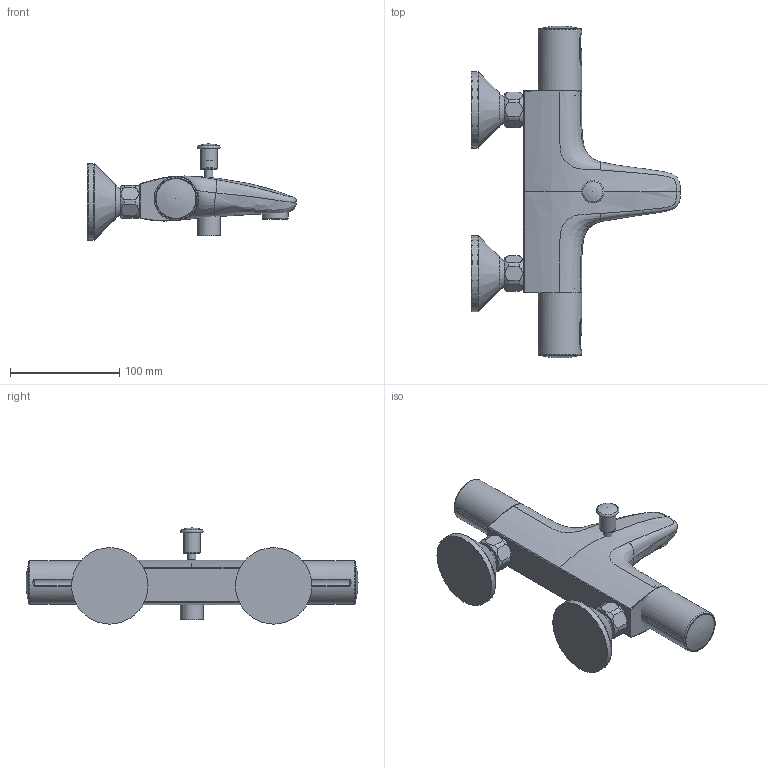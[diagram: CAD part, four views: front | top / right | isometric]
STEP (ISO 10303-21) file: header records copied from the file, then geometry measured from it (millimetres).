
FILE_DESCRIPTION(/* description */ ('Unknown'),/* implementation_level */ '2;1');
FILE_NAME(/* name */ '34598000',/* time_stamp */ '2022-09-01T17:36:11+02:00',/* author */ ('Unknown'),/* organization */ ('GROHE AG'),/* preprocessor_version */ 'ST-DEVELOPER v16.7',/* originating_system */ 'DEX',/* authorisation */ $);
FILE_SCHEMA (('AUTOMOTIVE_DESIGN {1 0 10303 214 3 1 1}'));
Products named in the file (15): 34598000; 34598000_0; 34598000_1; 34598000_2; 34598000_3; 34598000_4; SQUARE#75; 34598000_5; 34598000_6; 50.9697.1_Standard; rail_sur; A4285913_DIY_THM_Griff_Body_090831; rail_sur_0; A4285913_DIY_THM_Griff_Body_090831_0
Assembly tree (14 placements, depth 2):
  34598000
    34598000
    34598000_0
    34598000_1
    34598000_2
    34598000_3
    34598000_4
    SQUARE#75
    34598000_5
    34598000_6
    50.9697.1_Standard
    rail_sur
    A4285913_DIY_THM_Griff_Body_090831
    rail_sur_0
    A4285913_DIY_THM_Griff_Body_090831_0
Bounding box: 191.31 x 303.85 x 88.07 mm (x, y, z)
Volume: 690666.4 mm3; surface area: 129332.8 mm2
Topology: 14 solids, 17 shells, 817 faces, 1969 edges, 1153 vertices
Faces by surface type: bspline 352, cylinder 174, torus 118, plane 108, cone 33, sphere 32
Full cylindrical faces by diameter (mm): 7.643 x2, 12.996 x1, 13.608 x2, 15.196 x1, 18.196 x1, 20.955 x1, 22.4 x2, 23.6 x1, 24 x1, 25 x2, 28 x2, 36.6 x2, 40 x2, 69.2 x2, 70 x2
Entity records: 44747 total; most frequent: CARTESIAN_POINT 26159, ORIENTED_EDGE 3668, DIRECTION 2636, EDGE_CURVE 1834, AXIS2_PLACEMENT_3D 1184, VERTEX_POINT 1129, FACE_BOUND 897, EDGE_LOOP 893
